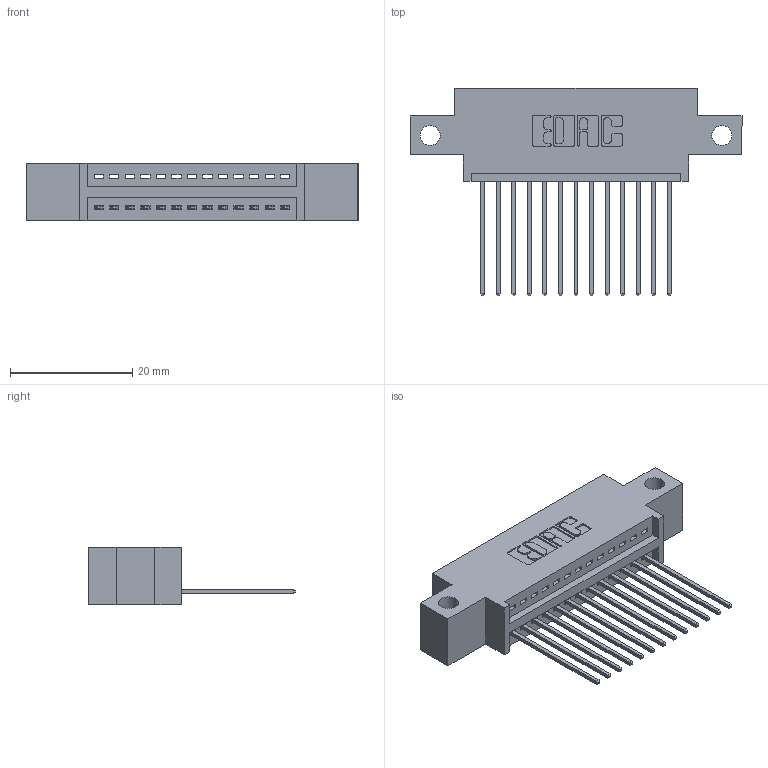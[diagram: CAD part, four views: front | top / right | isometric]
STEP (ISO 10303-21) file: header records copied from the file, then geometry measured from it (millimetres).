
FILE_DESCRIPTION (( 'STEP AP203' ), '1' );
FILE_NAME ('395-013-541-612.STEP', '2018-11-05T21:20:56', ( '' ), ( '' ), 'SwSTEP 2.0', 'SolidWorks 2016', '' );
FILE_SCHEMA (( 'CONFIG_CONTROL_DESIGN' ));
Length unit declared in the file: inch
Products named in the file (3): 345-292-001_345-293-141; 345 Part_0.170 Offset - Side Mount; 395-013-541-612
Assembly tree (14 placements, depth 2):
  395-013-541-612
    345 Part_0.170 Offset - Side Mount
    345-292-001_345-293-141  x13
Bounding box: 54.23 x 33.96 x 9.4 mm (x, y, z)
Volume: 4755.4 mm3; surface area: 6162.3 mm2
Topology: 14 solids, 14 shells, 884 faces, 2641 edges, 1742 vertices
Faces by surface type: plane 604, cylinder 280
Entity records: 13841 total; most frequent: CARTESIAN_POINT 2407, ORIENTED_EDGE 2354, DIRECTION 2143, EDGE_CURVE 1177, VECTOR 993, LINE 993, VERTEX_POINT 782, AXIS2_PLACEMENT_3D 575
